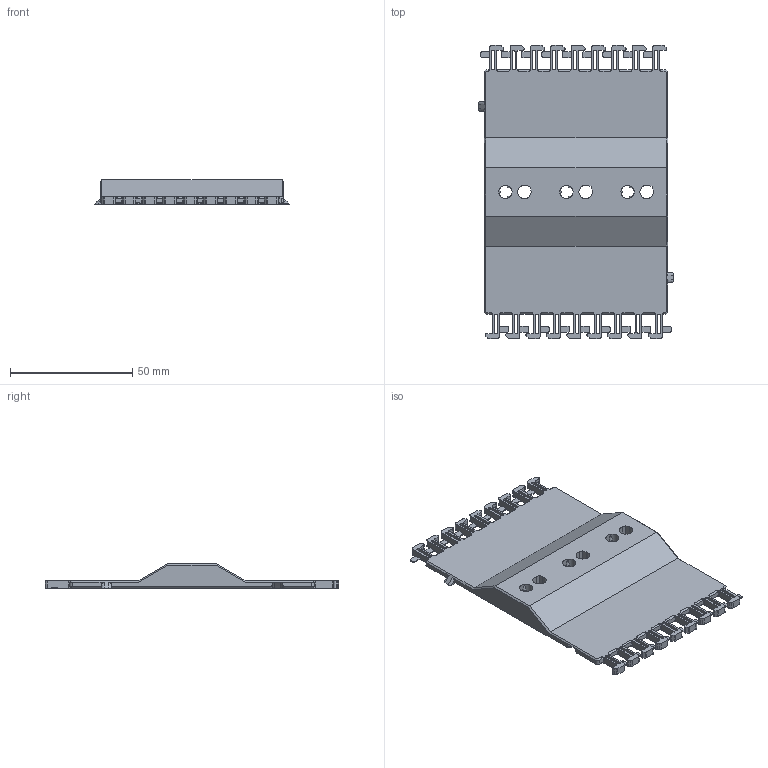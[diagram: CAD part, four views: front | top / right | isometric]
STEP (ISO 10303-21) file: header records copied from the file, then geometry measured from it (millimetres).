
FILE_DESCRIPTION(('FreeCAD Model'),'2;1');
FILE_NAME('Open CASCADE Shape Model','2025-04-22T17:21:31',(''),(''), 'Open CASCADE STEP processor 7.8','FreeCAD','Unknown');
FILE_SCHEMA(('AUTOMOTIVE_DESIGN { 1 0 10303 214 1 1 1 1 }'));
Length unit declared in the file: millimetre
Products named in the file (1): Comb
Bounding box: 79.8 x 120 x 10 mm (x, y, z)
Volume: 38046.5 mm3; surface area: 21283.4 mm2
Topology: 1 solids, 1 shells, 666 faces, 1950 edges, 1288 vertices
Faces by surface type: plane 396, cylinder 235, extrusion 21, cone 12, bspline 2
Full cylindrical faces by diameter (mm): 5.4 x3
Entity records: 23754 total; most frequent: CARTESIAN_POINT 5402, ORIENTED_EDGE 3900, DIRECTION 3853, EDGE_CURVE 1950, VECTOR 1347, LINE 1326, VERTEX_POINT 1288, AXIS2_PLACEMENT_3D 1253
